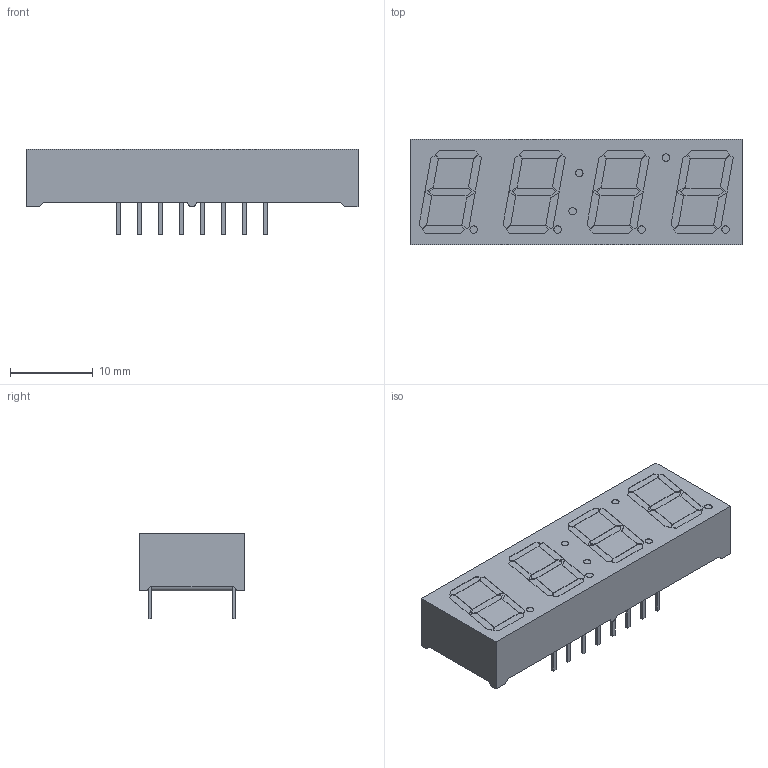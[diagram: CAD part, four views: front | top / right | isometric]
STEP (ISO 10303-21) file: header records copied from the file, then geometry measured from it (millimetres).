
FILE_DESCRIPTION (( 'STEP AP214' ), '1' );
FILE_NAME ('User Library-ltc-4727jr-1v2.STEP', '2018-11-12T13:55:55', ( '' ), ( '' ), 'SwSTEP 2.0', 'SolidWorks 2017', '' );
FILE_SCHEMA (( 'AUTOMOTIVE_DESIGN' ));
Length unit declared in the file: millimetre
Products named in the file (1): User Library-ltc-4727jr-1v2
Bounding box: 40.18 x 12.8 x 10.4 mm (x, y, z)
Volume: 3354.9 mm3; surface area: 1836.7 mm2
Topology: 1 solids, 1 shells, 292 faces, 723 edges, 482 vertices
Faces by surface type: plane 276, cylinder 16
Entity records: 11514 total; most frequent: CARTESIAN_POINT 1498, ORIENTED_EDGE 1446, DIRECTION 1341, EDGE_CURVE 723, LINE 691, VECTOR 691, VERTEX_POINT 482, EDGE_LOOP 341
